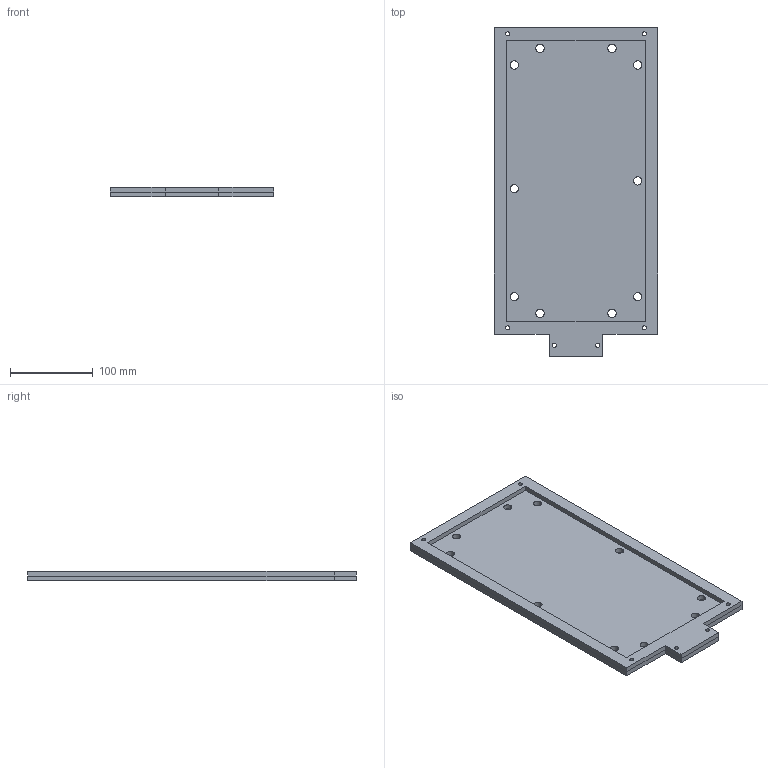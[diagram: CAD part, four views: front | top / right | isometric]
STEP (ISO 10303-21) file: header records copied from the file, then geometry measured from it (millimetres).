
FILE_DESCRIPTION (( 'STEP AP203' ), '1' );
FILE_NAME ('FixtureDeFrED.STEP', '2024-11-25T20:01:15', ( 'Dell' ), ( '' ), 'SwSTEP 2.0', 'SolidWorks 2023', '' );
FILE_SCHEMA (( 'CONFIG_CONTROL_DESIGN' ));
Length unit declared in the file: millimetre
Products named in the file (3): FixtureDeFrED; PlacaTOP; PlacaBOTTOM
Assembly tree (2 placements, depth 2):
  FixtureDeFrED
    PlacaBOTTOM
    PlacaTOP
Bounding box: 197 x 396.83 x 12 mm (x, y, z)
Volume: 548269.2 mm3; surface area: 206244 mm2
Topology: 2 solids, 2 shells, 68 faces, 192 edges, 128 vertices
Faces by surface type: cylinder 44, plane 24
Entity records: 2641 total; most frequent: DIRECTION 426, CARTESIAN_POINT 393, ORIENTED_EDGE 384, EDGE_CURVE 192, AXIS2_PLACEMENT_3D 161, VERTEX_POINT 128, EDGE_LOOP 114, VECTOR 104
